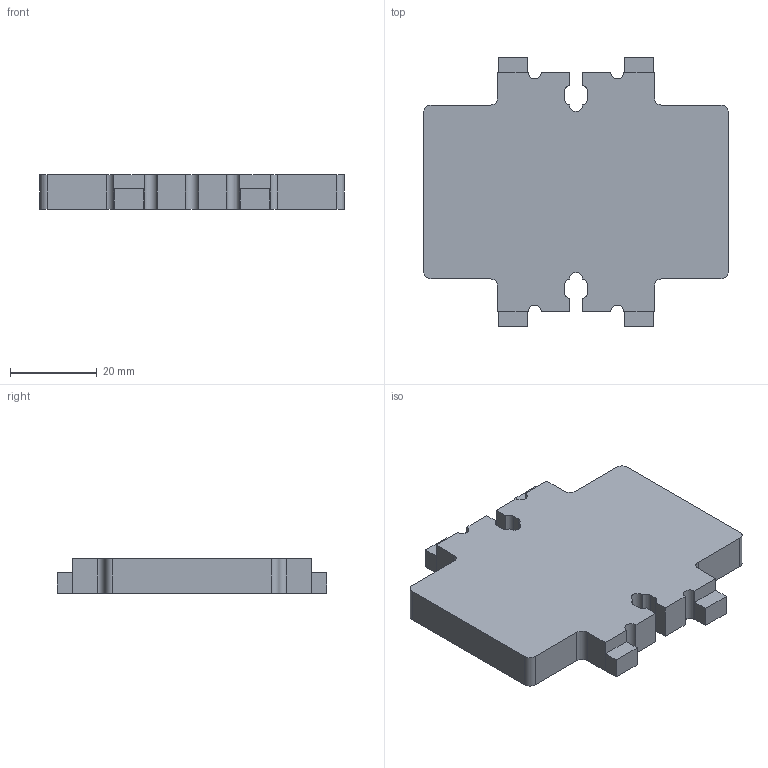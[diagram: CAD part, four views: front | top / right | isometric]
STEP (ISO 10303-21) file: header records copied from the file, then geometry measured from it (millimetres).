
FILE_DESCRIPTION(/* description */ ('Unknown'),/* implementation_level */ '2;1');
FILE_NAME(/* name */ 'Spacer_battery_side_power_board_v2.1',/* time_stamp */ '2019-10-07T14:18:59+03:00',/* author */ ('Unknown'),/* organization */ ('Unknown'),/* preprocessor_version */ 'ST-DEVELOPER v16.7',/* originating_system */ 'DEX',/* authorisation */ $);
FILE_SCHEMA (('AUTOMOTIVE_DESIGN {1 0 10303 214 3 1 1}'));
Length unit declared in the file: millimetre
Products named in the file (1): Spacer_battery_side_power_board_v2.1
Bounding box: 70 x 62 x 8 mm (x, y, z)
Volume: 26502.9 mm3; surface area: 9149.7 mm2
Topology: 1 solids, 1 shells, 66 faces, 192 edges, 128 vertices
Faces by surface type: plane 44, cylinder 22
Entity records: 2212 total; most frequent: CARTESIAN_POINT 387, ORIENTED_EDGE 384, DIRECTION 370, EDGE_CURVE 192, LINE 148, VECTOR 148, VERTEX_POINT 128, AXIS2_PLACEMENT_3D 111
